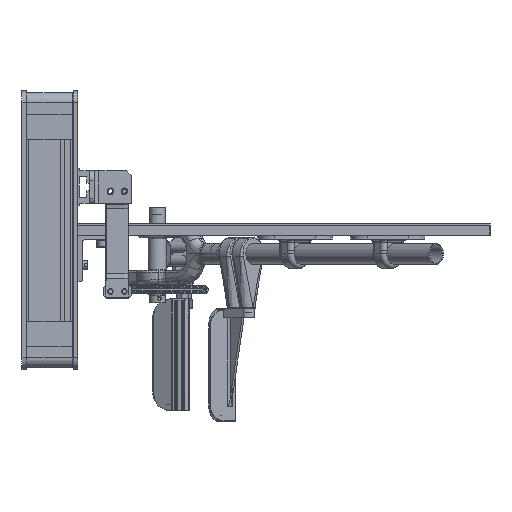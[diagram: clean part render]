
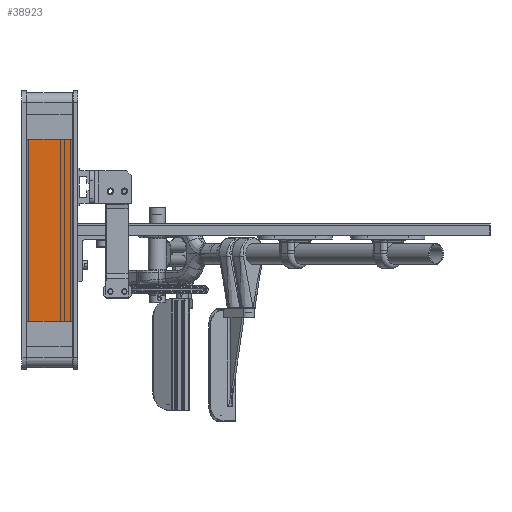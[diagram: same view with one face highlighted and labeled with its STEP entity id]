
A CAD part, left-side view. The second image highlights one B-rep face of the part: STEP entity #38923.
In plain terms, the highlighted face is planar.
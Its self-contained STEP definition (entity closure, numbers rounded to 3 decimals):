
#3126=PLANE('',#42833);
#4699=FACE_OUTER_BOUND('',#7532,.T.);
#7532=EDGE_LOOP('',(#32059,#32060,#32061,#32062));
#10467=LINE('',#63427,#13643);
#10471=LINE('',#63434,#13647);
#10474=LINE('',#63440,#13650);
#10476=LINE('',#63443,#13652);
#13643=VECTOR('',#50508,1000.);
#13647=VECTOR('',#50514,1000.);
#13650=VECTOR('',#50519,1000.);
#13652=VECTOR('',#50523,1000.);
#18603=VERTEX_POINT('',#63424);
#18604=VERTEX_POINT('',#63426);
#18606=VERTEX_POINT('',#63432);
#18608=VERTEX_POINT('',#63438);
#23341=EDGE_CURVE('',#18604,#18603,#10467,.T.);
#23345=EDGE_CURVE('',#18603,#18606,#10471,.T.);
#23348=EDGE_CURVE('',#18606,#18608,#10474,.T.);
#23350=EDGE_CURVE('',#18608,#18604,#10476,.T.);
#32059=ORIENTED_EDGE('',*,*,#23341,.T.);
#32060=ORIENTED_EDGE('',*,*,#23345,.T.);
#32061=ORIENTED_EDGE('',*,*,#23348,.T.);
#32062=ORIENTED_EDGE('',*,*,#23350,.T.);
#38923=ADVANCED_FACE('',(#4699),#3126,.F.);
#42833=AXIS2_PLACEMENT_3D('',#63444,#50524,#50525);
#50508=DIRECTION('',(0.,-1.,0.));
#50514=DIRECTION('',(1.,0.,0.));
#50519=DIRECTION('',(0.,1.,0.));
#50523=DIRECTION('',(-1.,0.,0.));
#50524=DIRECTION('center_axis',(0.,0.,-1.));
#50525=DIRECTION('ref_axis',(-1.,0.,0.));
#63424=CARTESIAN_POINT('',(0.,0.,2.));
#63426=CARTESIAN_POINT('',(0.,49.,2.));
#63427=CARTESIAN_POINT('',(0.,0.,2.));
#63432=CARTESIAN_POINT('',(250.,0.,2.));
#63434=CARTESIAN_POINT('',(0.,0.,2.));
#63438=CARTESIAN_POINT('',(250.,49.,2.));
#63440=CARTESIAN_POINT('',(250.,0.,2.));
#63443=CARTESIAN_POINT('',(0.,49.,2.));
#63444=CARTESIAN_POINT('Origin',(0.,49.,2.));
